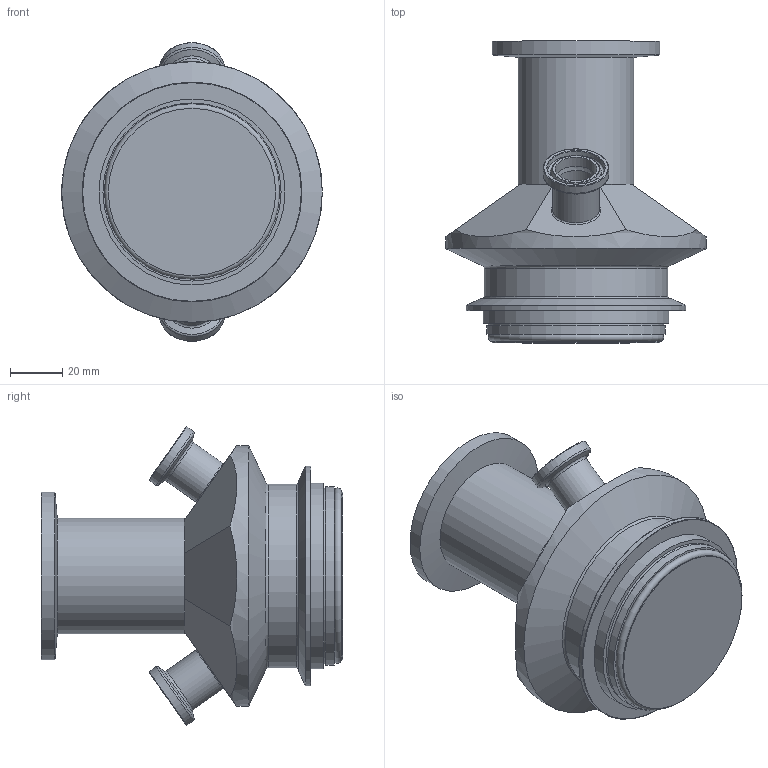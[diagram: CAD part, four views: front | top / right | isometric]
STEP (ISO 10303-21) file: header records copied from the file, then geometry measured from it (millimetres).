
FILE_DESCRIPTION(/* description */ ('This is a sample STEP configuration'),/* implementation_level */ '2;1');
FILE_NAME(/* name */ '860009.stp',/* time_stamp */ '2021-08-16T11:20:02+02:00',/* author */ ('powerJobs'),/* organization */ ('coolOrange'),/* preprocessor_version */ 'ST-DEVELOPER v18.1',/* originating_system */ 'Autodesk Inventor 2022',/* authorisation */ '');
FILE_SCHEMA (('AUTOMOTIVE_DESIGN { 1 0 10303 214 3 1 1 }'));
Length unit declared in the file: millimetre
Products named in the file (1): 860009
Bounding box: 99.5 x 115.2 x 114.03 mm (x, y, z)
Volume: 359061.2 mm3; surface area: 68024.7 mm2
Topology: 3 solids, 3 shells, 86 faces, 197 edges, 129 vertices
Faces by surface type: cylinder 24, plane 24, torus 23, cone 13, bspline 2
Full cylindrical faces by diameter (mm): 15 x2, 15.75 x2, 18 x2, 25 x2, 34 x2, 38 x1, 39 x1, 40 x1, 44 x1, 60 x1, 63.9 x1, 64 x1, 68 x1, 70 x1, 71 x1, 83.9 x1, 99.5 x1
Entity records: 2847 total; most frequent: CARTESIAN_POINT 633, DIRECTION 493, ORIENTED_EDGE 394, AXIS2_PLACEMENT_3D 221, EDGE_CURVE 197, VERTEX_POINT 129, CIRCLE 127, EDGE_LOOP 102
